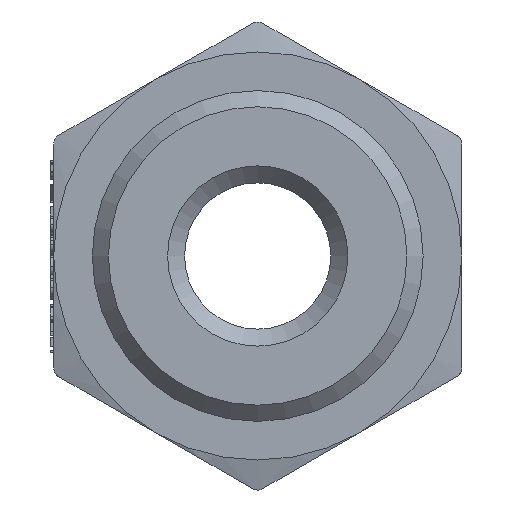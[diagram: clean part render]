
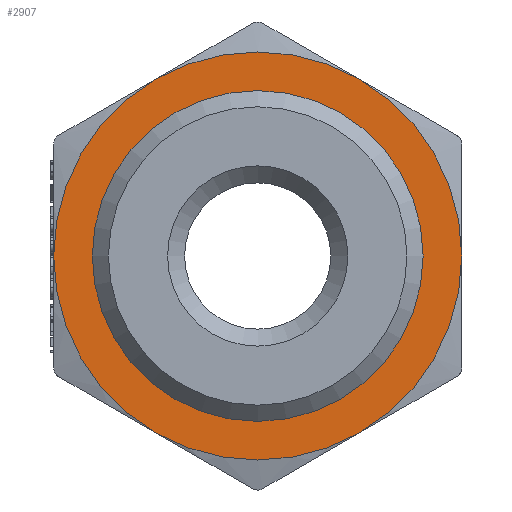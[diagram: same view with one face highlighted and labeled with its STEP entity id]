
A CAD part, left-side view. The second image highlights one B-rep face of the part: STEP entity #2907.
In plain terms, the highlighted planar face has unit normal (-1, 0, 0).
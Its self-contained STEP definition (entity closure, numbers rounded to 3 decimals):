
#1032 = VERTEX_POINT ( 'NONE', #4121 ) ;
#1033 = VERTEX_POINT ( 'NONE', #4120 ) ;
#1073 = VERTEX_POINT ( 'NONE', #4098 ) ;
#1114 = VERTEX_POINT ( 'NONE', #4079 ) ;
#1211 = VERTEX_POINT ( 'NONE', #4044 ) ;
#1449 = VERTEX_POINT ( 'NONE', #8459 ) ;
#1692 = DIRECTION ( 'NONE',  ( 0., 0., -1. ) ) ;
#1693 = DIRECTION ( 'NONE',  ( 1., 0., 0. ) ) ;
#1694 = CARTESIAN_POINT ( 'NONE',  ( -2.95, 0., 0. ) ) ;
#1695 = PLANE ( 'NONE',  #7724 ) ;
#2907 = ADVANCED_FACE ( 'NONE', ( #11206, #11207 ), #1695, .F. ) ;
#3313 = AXIS2_PLACEMENT_3D ( 'NONE', #9140, #9141, #9142 ) ;
#3690 = ORIENTED_EDGE ( 'NONE', *, *, #7911, .T. ) ;
#3694 = ORIENTED_EDGE ( 'NONE', *, *, #8117, .T. ) ;
#3695 = ORIENTED_EDGE ( 'NONE', *, *, #8230, .T. ) ;
#3701 = ORIENTED_EDGE ( 'NONE', *, *, #8091, .T. ) ;
#3781 = ORIENTED_EDGE ( 'NONE', *, *, #8078, .F. ) ;
#3803 = ORIENTED_EDGE ( 'NONE', *, *, #7929, .T. ) ;
#3854 = ORIENTED_EDGE ( 'NONE', *, *, #7917, .T. ) ;
#3979 = AXIS2_PLACEMENT_3D ( 'NONE', #11588, #11589, #11590 ) ;
#4044 = CARTESIAN_POINT ( 'NONE',  ( -2.95, 3., -5.196 ) ) ;
#4079 = CARTESIAN_POINT ( 'NONE',  ( -2.95, -3., -5.196 ) ) ;
#4098 = CARTESIAN_POINT ( 'NONE',  ( -2.95, -6., 0. ) ) ;
#4120 = CARTESIAN_POINT ( 'NONE',  ( -2.95, 3., 5.196 ) ) ;
#4121 = CARTESIAN_POINT ( 'NONE',  ( -2.95, 6., 0. ) ) ;
#4917 = AXIS2_PLACEMENT_3D ( 'NONE', #11550, #11551, #11552 ) ;
#4918 = AXIS2_PLACEMENT_3D ( 'NONE', #11517, #11518, #11519 ) ;
#5559 = CARTESIAN_POINT ( 'NONE',  ( -2.95, 0., -4.55 ) ) ;
#7408 = CIRCLE ( 'NONE', #4918, 6. ) ;
#7413 = CIRCLE ( 'NONE', #4917, 6. ) ;
#7422 = CIRCLE ( 'NONE', #3979, 6. ) ;
#7549 = CIRCLE ( 'NONE', #3313, 4.55 ) ;
#7566 = CIRCLE ( 'NONE', #13074, 6. ) ;
#7600 = CIRCLE ( 'NONE', #11252, 6. ) ;
#7724 = AXIS2_PLACEMENT_3D ( 'NONE', #1694, #1693, #1692 ) ;
#7911 = EDGE_CURVE ( 'NONE', #1033, #1032, #7408, .T. ) ;
#7917 = EDGE_CURVE ( 'NONE', #1032, #1211, #7413, .T. ) ;
#7929 = EDGE_CURVE ( 'NONE', #1211, #1114, #7422, .T. ) ;
#8068 = CIRCLE ( 'NONE', #10459, 6. ) ;
#8078 = EDGE_CURVE ( 'NONE', #8353, #8353, #7549, .T. ) ;
#8091 = EDGE_CURVE ( 'NONE', #1073, #1449, #7566, .T. ) ;
#8117 = EDGE_CURVE ( 'NONE', #1114, #1073, #7600, .T. ) ;
#8230 = EDGE_CURVE ( 'NONE', #1449, #1033, #8068, .T. ) ;
#8353 = VERTEX_POINT ( 'NONE', #5559 ) ;
#8459 = CARTESIAN_POINT ( 'NONE',  ( -2.95, -3., 5.196 ) ) ;
#9115 = EDGE_LOOP ( 'NONE', ( #3781 ) ) ;
#9125 = EDGE_LOOP ( 'NONE', ( #3701, #3695, #3690, #3854, #3803, #3694 ) ) ;
#9140 = CARTESIAN_POINT ( 'NONE',  ( -2.95, 0., 0. ) ) ;
#9141 = DIRECTION ( 'NONE',  ( -1., 0., 0. ) ) ;
#9142 = DIRECTION ( 'NONE',  ( 0., 0., -1. ) ) ;
#9189 = CARTESIAN_POINT ( 'NONE',  ( -2.95, 0., 0. ) ) ;
#9190 = DIRECTION ( 'NONE',  ( -1., 0., 0. ) ) ;
#9191 = DIRECTION ( 'NONE',  ( 0., 1., 0. ) ) ;
#9269 = CARTESIAN_POINT ( 'NONE',  ( -2.95, 0., 0. ) ) ;
#9270 = DIRECTION ( 'NONE',  ( -1., 0., 0. ) ) ;
#9271 = DIRECTION ( 'NONE',  ( 0., 1., 0. ) ) ;
#9932 = CARTESIAN_POINT ( 'NONE',  ( -2.95, 0., 0. ) ) ;
#9933 = DIRECTION ( 'NONE',  ( -1., 0., 0. ) ) ;
#9934 = DIRECTION ( 'NONE',  ( 0., 1., 0. ) ) ;
#10459 = AXIS2_PLACEMENT_3D ( 'NONE', #9932, #9933, #9934 ) ;
#11206 = FACE_OUTER_BOUND ( 'NONE', #9125, .T. ) ;
#11207 = FACE_BOUND ( 'NONE', #9115, .T. ) ;
#11252 = AXIS2_PLACEMENT_3D ( 'NONE', #9269, #9270, #9271 ) ;
#11517 = CARTESIAN_POINT ( 'NONE',  ( -2.95, 0., 0. ) ) ;
#11518 = DIRECTION ( 'NONE',  ( -1., 0., 0. ) ) ;
#11519 = DIRECTION ( 'NONE',  ( 0., 1., 0. ) ) ;
#11550 = CARTESIAN_POINT ( 'NONE',  ( -2.95, 0., 0. ) ) ;
#11551 = DIRECTION ( 'NONE',  ( -1., 0., 0. ) ) ;
#11552 = DIRECTION ( 'NONE',  ( 0., 1., 0. ) ) ;
#11588 = CARTESIAN_POINT ( 'NONE',  ( -2.95, 0., 0. ) ) ;
#11589 = DIRECTION ( 'NONE',  ( -1., 0., 0. ) ) ;
#11590 = DIRECTION ( 'NONE',  ( 0., 1., 0. ) ) ;
#13074 = AXIS2_PLACEMENT_3D ( 'NONE', #9189, #9190, #9191 ) ;
